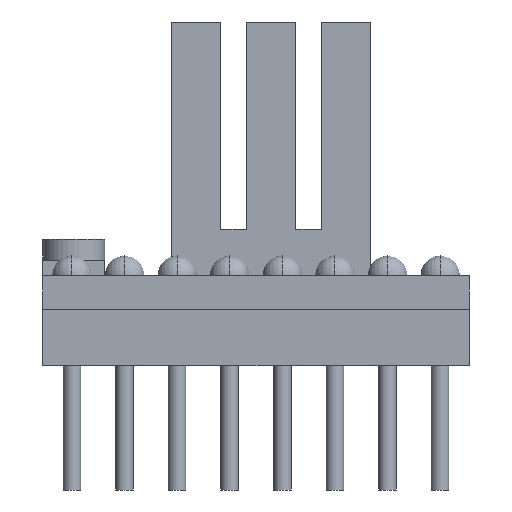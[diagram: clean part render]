
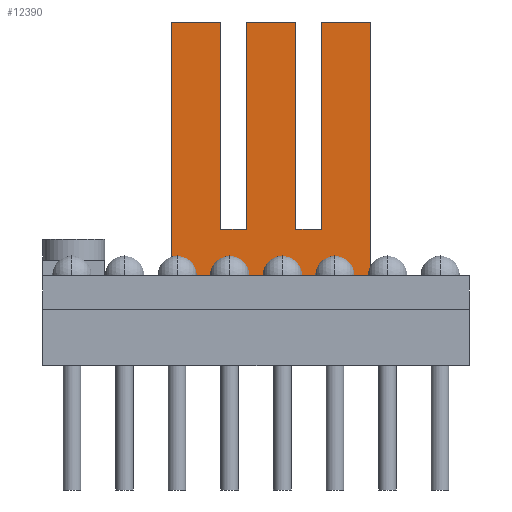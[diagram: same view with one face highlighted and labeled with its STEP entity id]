
A CAD part, front view. The second image highlights one B-rep face of the part: STEP entity #12390.
In plain terms, the highlighted planar face has unit normal (0, -1, 0).
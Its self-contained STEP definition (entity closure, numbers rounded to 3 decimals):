
#68 = EDGE_CURVE ( 'NONE', #35609, #9441, #23718, .T. ) ;
#364 = VECTOR ( 'NONE', #12174, 1000. ) ;
#367 = ORIENTED_EDGE ( 'NONE', *, *, #14170, .F. ) ;
#516 = CARTESIAN_POINT ( 'NONE',  ( 1.92, -4.805, 3.88 ) ) ;
#1009 = CARTESIAN_POINT ( 'NONE',  ( -0.46, -4.805, 3.88 ) ) ;
#1159 = LINE ( 'NONE', #19971, #364 ) ;
#1618 = CARTESIAN_POINT ( 'NONE',  ( 5.55, -4.805, 13.88 ) ) ;
#2800 = CARTESIAN_POINT ( 'NONE',  ( -0.46, -4.805, 13.88 ) ) ;
#3770 = EDGE_CURVE ( 'NONE', #9441, #8300, #9921, .T. ) ;
#4076 = LINE ( 'NONE', #18515, #25070 ) ;
#5589 = CARTESIAN_POINT ( 'NONE',  ( 3.17, -4.805, 3.88 ) ) ;
#5926 = CARTESIAN_POINT ( 'NONE',  ( 3.17, -4.805, 13.88 ) ) ;
#6482 = CARTESIAN_POINT ( 'NONE',  ( -4.09, -4.805, 13.88 ) ) ;
#6630 = EDGE_CURVE ( 'NONE', #16726, #25200, #9638, .T. ) ;
#7146 = ORIENTED_EDGE ( 'NONE', *, *, #29002, .T. ) ;
#7499 = ORIENTED_EDGE ( 'NONE', *, *, #7513, .T. ) ;
#7513 = EDGE_CURVE ( 'NONE', #15736, #18167, #4076, .T. ) ;
#8246 = EDGE_CURVE ( 'NONE', #22736, #34850, #22800, .T. ) ;
#8299 = ORIENTED_EDGE ( 'NONE', *, *, #6630, .T. ) ;
#8300 = VERTEX_POINT ( 'NONE', #11949 ) ;
#9441 = VERTEX_POINT ( 'NONE', #2800 ) ;
#9599 = DIRECTION ( 'NONE',  ( 0., 0., 1. ) ) ;
#9638 = LINE ( 'NONE', #20674, #19290 ) ;
#9748 = ORIENTED_EDGE ( 'NONE', *, *, #17494, .F. ) ;
#9921 = LINE ( 'NONE', #32329, #11100 ) ;
#10399 = LINE ( 'NONE', #23963, #11006 ) ;
#10550 = VECTOR ( 'NONE', #28613, 1000. ) ;
#10611 = LINE ( 'NONE', #13149, #27091 ) ;
#11006 = VECTOR ( 'NONE', #21439, 1000. ) ;
#11100 = VECTOR ( 'NONE', #26556, 1000. ) ;
#11509 = DIRECTION ( 'NONE',  ( 0., 0., -1. ) ) ;
#11658 = CARTESIAN_POINT ( 'NONE',  ( -0.46, -4.805, -5.702 ) ) ;
#11887 = DIRECTION ( 'NONE',  ( 0., 1., 0. ) ) ;
#11949 = CARTESIAN_POINT ( 'NONE',  ( 1.92, -4.805, 13.88 ) ) ;
#12174 = DIRECTION ( 'NONE',  ( 0., 0., -1. ) ) ;
#12390 = ADVANCED_FACE ( 'NONE', ( #30315 ), #27601, .F. ) ;
#12465 = VECTOR ( 'NONE', #32169, 1000. ) ;
#13149 = CARTESIAN_POINT ( 'NONE',  ( -0.46, -4.805, 3.88 ) ) ;
#13206 = EDGE_LOOP ( 'NONE', ( #15992, #9748, #7499, #33216, #22684, #35216, #35073, #25292, #367, #7146, #8299, #18744 ) ) ;
#14170 = EDGE_CURVE ( 'NONE', #18657, #34850, #20816, .T. ) ;
#15389 = DIRECTION ( 'NONE',  ( 1., 0., 0. ) ) ;
#15736 = VERTEX_POINT ( 'NONE', #5589 ) ;
#15992 = ORIENTED_EDGE ( 'NONE', *, *, #28421, .F. ) ;
#16339 = CARTESIAN_POINT ( 'NONE',  ( -1.71, -4.805, 13.88 ) ) ;
#16726 = VERTEX_POINT ( 'NONE', #30797 ) ;
#17494 = EDGE_CURVE ( 'NONE', #15736, #27415, #34340, .T. ) ;
#17695 = CARTESIAN_POINT ( 'NONE',  ( -1.71, -4.805, 3.88 ) ) ;
#18167 = VERTEX_POINT ( 'NONE', #516 ) ;
#18327 = EDGE_CURVE ( 'NONE', #34098, #25200, #1159, .T. ) ;
#18515 = CARTESIAN_POINT ( 'NONE',  ( 3.17, -4.805, 3.88 ) ) ;
#18657 = VERTEX_POINT ( 'NONE', #6482 ) ;
#18704 = VECTOR ( 'NONE', #9599, 1000. ) ;
#18744 = ORIENTED_EDGE ( 'NONE', *, *, #18327, .F. ) ;
#19060 = VECTOR ( 'NONE', #11509, 1000. ) ;
#19290 = VECTOR ( 'NONE', #31690, 1000. ) ;
#19971 = CARTESIAN_POINT ( 'NONE',  ( 5.55, -4.805, 13.88 ) ) ;
#20369 = LINE ( 'NONE', #28271, #22472 ) ;
#20674 = CARTESIAN_POINT ( 'NONE',  ( 5.55, -4.805, 1.63 ) ) ;
#20816 = LINE ( 'NONE', #31830, #33010 ) ;
#21439 = DIRECTION ( 'NONE',  ( 0., 0., 1. ) ) ;
#22017 = CARTESIAN_POINT ( 'NONE',  ( 5.55, -4.805, 1.63 ) ) ;
#22472 = VECTOR ( 'NONE', #26307, 1000. ) ;
#22536 = CARTESIAN_POINT ( 'NONE',  ( -4.09, -4.805, 13.88 ) ) ;
#22684 = ORIENTED_EDGE ( 'NONE', *, *, #3770, .F. ) ;
#22736 = VERTEX_POINT ( 'NONE', #17695 ) ;
#22800 = LINE ( 'NONE', #25500, #18704 ) ;
#23096 = DIRECTION ( 'NONE',  ( 0., 0., 1. ) ) ;
#23718 = LINE ( 'NONE', #11658, #10550 ) ;
#23963 = CARTESIAN_POINT ( 'NONE',  ( 1.92, -4.805, -5.702 ) ) ;
#25070 = VECTOR ( 'NONE', #29487, 1000. ) ;
#25200 = VERTEX_POINT ( 'NONE', #22017 ) ;
#25292 = ORIENTED_EDGE ( 'NONE', *, *, #8246, .T. ) ;
#25500 = CARTESIAN_POINT ( 'NONE',  ( -1.71, -4.805, -5.702 ) ) ;
#26215 = CARTESIAN_POINT ( 'NONE',  ( 3.17, -4.805, -5.702 ) ) ;
#26307 = DIRECTION ( 'NONE',  ( 1., 0., 0. ) ) ;
#26556 = DIRECTION ( 'NONE',  ( 1., 0., 0. ) ) ;
#27091 = VECTOR ( 'NONE', #29396, 1000. ) ;
#27415 = VERTEX_POINT ( 'NONE', #5926 ) ;
#27601 = PLANE ( 'NONE',  #30584 ) ;
#27928 = LINE ( 'NONE', #22536, #19060 ) ;
#28271 = CARTESIAN_POINT ( 'NONE',  ( 5.55, -4.805, 13.88 ) ) ;
#28421 = EDGE_CURVE ( 'NONE', #27415, #34098, #20369, .T. ) ;
#28613 = DIRECTION ( 'NONE',  ( 0., 0., 1. ) ) ;
#28974 = EDGE_CURVE ( 'NONE', #35609, #22736, #10611, .T. ) ;
#29002 = EDGE_CURVE ( 'NONE', #18657, #16726, #27928, .T. ) ;
#29396 = DIRECTION ( 'NONE',  ( -1., 0., 0. ) ) ;
#29487 = DIRECTION ( 'NONE',  ( -1., 0., 0. ) ) ;
#30315 = FACE_OUTER_BOUND ( 'NONE', #13206, .T. ) ;
#30584 = AXIS2_PLACEMENT_3D ( 'NONE', #31403, #11887, #23096 ) ;
#30797 = CARTESIAN_POINT ( 'NONE',  ( -4.09, -4.805, 1.63 ) ) ;
#31403 = CARTESIAN_POINT ( 'NONE',  ( 5.55, -4.805, 13.88 ) ) ;
#31690 = DIRECTION ( 'NONE',  ( 1., 0., 0. ) ) ;
#31830 = CARTESIAN_POINT ( 'NONE',  ( 5.55, -4.805, 13.88 ) ) ;
#32169 = DIRECTION ( 'NONE',  ( 0., 0., 1. ) ) ;
#32329 = CARTESIAN_POINT ( 'NONE',  ( 5.55, -4.805, 13.88 ) ) ;
#33010 = VECTOR ( 'NONE', #15389, 1000. ) ;
#33216 = ORIENTED_EDGE ( 'NONE', *, *, #34285, .T. ) ;
#34098 = VERTEX_POINT ( 'NONE', #1618 ) ;
#34285 = EDGE_CURVE ( 'NONE', #18167, #8300, #10399, .T. ) ;
#34340 = LINE ( 'NONE', #26215, #12465 ) ;
#34850 = VERTEX_POINT ( 'NONE', #16339 ) ;
#35073 = ORIENTED_EDGE ( 'NONE', *, *, #28974, .T. ) ;
#35216 = ORIENTED_EDGE ( 'NONE', *, *, #68, .F. ) ;
#35609 = VERTEX_POINT ( 'NONE', #1009 ) ;
